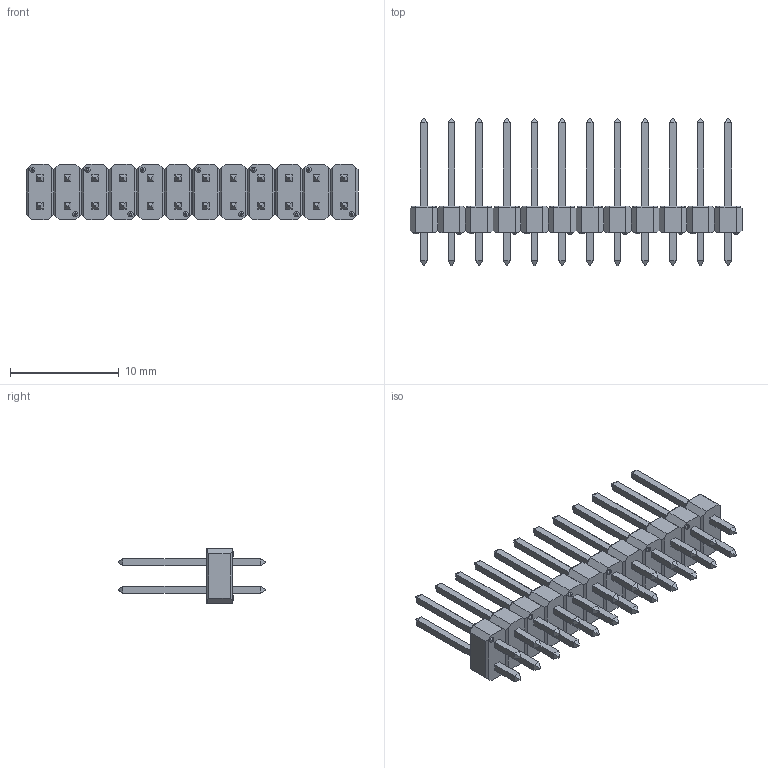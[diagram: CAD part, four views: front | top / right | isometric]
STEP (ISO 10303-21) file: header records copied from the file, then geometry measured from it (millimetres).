
FILE_DESCRIPTION (( 'STEP AP214' ), '1' );
FILE_NAME ('PBC12DFAN.STEP', '2018-02-06T20:21:31', ( '' ), ( '' ), 'SwSTEP 2.0', 'SolidWorks 2014', '' );
FILE_SCHEMA (( 'AUTOMOTIVE_DESIGN' ));
Length unit declared in the file: millimetre
Products named in the file (2): Dual TH withbump format; PBC12DFAN
Assembly tree (12 placements, depth 2):
  PBC12DFAN
    Dual TH withbump format  x12
Bounding box: 30.48 x 13.53 x 5.08 mm (x, y, z)
Volume: 457.5 mm3; surface area: 1363.4 mm2
Topology: 60 solids, 60 shells, 780 faces, 1704 edges, 1056 vertices
Faces by surface type: plane 660, cylinder 96, torus 24
Entity records: 2044 total; most frequent: CARTESIAN_POINT 346, DIRECTION 296, ORIENTED_EDGE 284, EDGE_CURVE 142, VECTOR 124, LINE 124, VERTEX_POINT 88, AXIS2_PLACEMENT_3D 86
